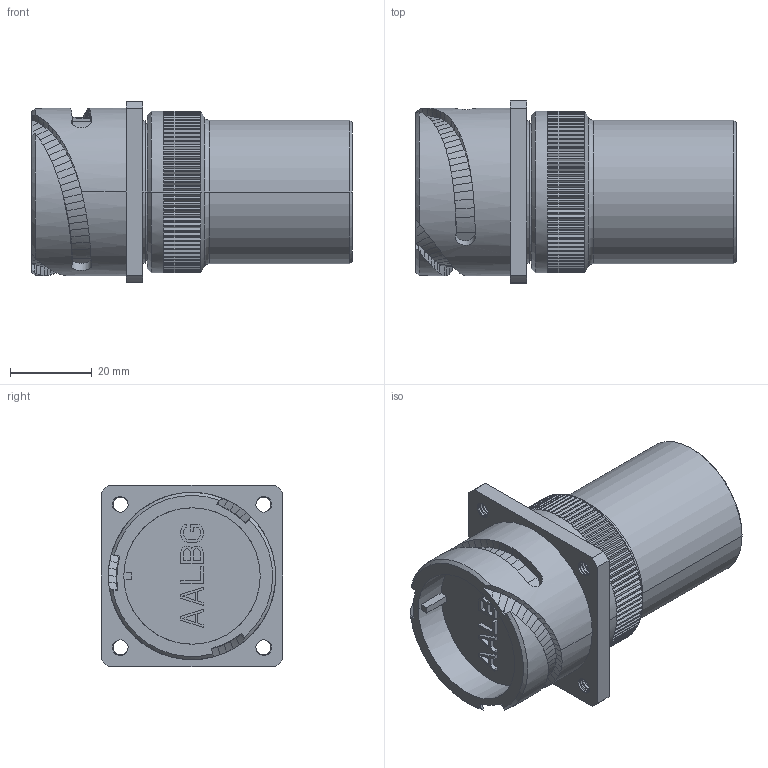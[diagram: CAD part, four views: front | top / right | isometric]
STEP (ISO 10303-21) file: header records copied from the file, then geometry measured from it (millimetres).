
FILE_DESCRIPTION((''),'2;1');
FILE_NAME('VG95234_3100PGPM-24_SW0001','2023-03-22T15:44:27',('paultorloting'),('NET AG system integration'),'CREO PARAMETRIC BY PTC INC, 2021404','CREO PARAMETRIC BY PTC INC, 2021404','');
FILE_SCHEMA(('AUTOMOTIVE_DESIGN { 1 0 10303 214 1 1 1 1 }'));
Length unit declared in the file: millimetre
Products named in the file (1): VG95234_3100PGPM-24_SW0001
Bounding box: 78.2 x 44.45 x 44.45 mm (x, y, z)
Volume: 79832.9 mm3; surface area: 16605.5 mm2
Topology: 1 solids, 1 shells, 936 faces, 2402 edges, 1493 vertices
Faces by surface type: plane 628, bspline 228, cylinder 64, cone 12, torus 4
Entity records: 40138 total; most frequent: CARTESIAN_POINT 13670, ORIENTED_EDGE 4804, DIRECTION 3727, EDGE_CURVE 2402, VECTOR 1610, LINE 1610, VERTEX_POINT 1493, AXIS2_PLACEMENT_3D 1057
